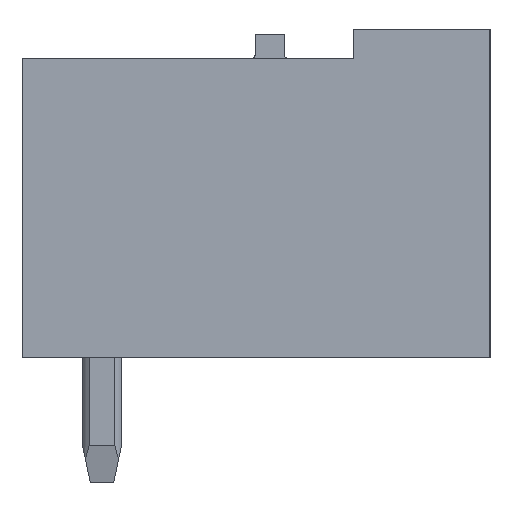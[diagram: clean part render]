
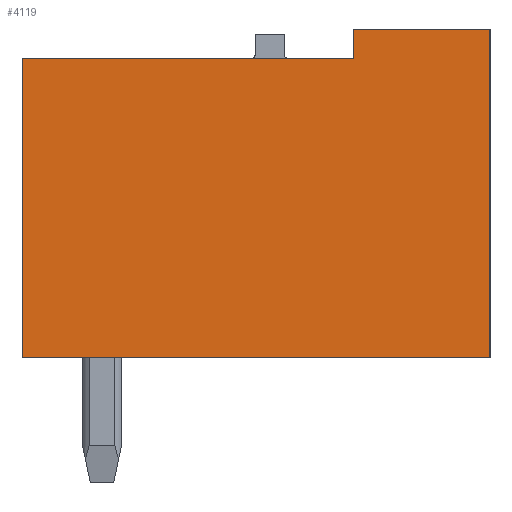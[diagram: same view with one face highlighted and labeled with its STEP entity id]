
A CAD part, left-side view. The second image highlights one B-rep face of the part: STEP entity #4119.
In plain terms, the highlighted planar face has unit normal (-1, 0, 0).
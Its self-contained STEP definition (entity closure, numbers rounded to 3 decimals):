
#4109=AXIS2_PLACEMENT_3D('Plane Axis2P3D',#4106,#4107,#4108) ;
#269=CARTESIAN_POINT('Vertex',(0.,3.5,11.63)) ;
#272=CARTESIAN_POINT('Line Origine',(0.,1.75,11.63)) ;
#276=CARTESIAN_POINT('Vertex',(0.,0.,11.63)) ;
#655=CARTESIAN_POINT('Vertex',(0.,12.,10.88)) ;
#658=CARTESIAN_POINT('Line Origine',(0.,7.75,10.88)) ;
#662=CARTESIAN_POINT('Vertex',(0.,3.5,10.88)) ;
#897=CARTESIAN_POINT('Vertex',(0.,12.,3.2)) ;
#900=CARTESIAN_POINT('Line Origine',(0.,12.,7.04)) ;
#964=CARTESIAN_POINT('Vertex',(0.,0.,3.2)) ;
#967=CARTESIAN_POINT('Line Origine',(0.,6.,3.2)) ;
#1839=CARTESIAN_POINT('Line Origine',(0.,0.,7.415)) ;
#3448=CARTESIAN_POINT('Line Origine',(0.,3.5,11.255)) ;
#4106=CARTESIAN_POINT('Axis2P3D Location',(0.,0.,0.)) ;
#273=DIRECTION('Vector Direction',(0.,-1.,0.)) ;
#659=DIRECTION('Vector Direction',(0.,1.,0.)) ;
#901=DIRECTION('Vector Direction',(0.,0.,1.)) ;
#968=DIRECTION('Vector Direction',(0.,1.,0.)) ;
#1840=DIRECTION('Vector Direction',(0.,0.,-1.)) ;
#3449=DIRECTION('Vector Direction',(0.,0.,1.)) ;
#4107=DIRECTION('Axis2P3D Direction',(-1.,0.,0.)) ;
#4108=DIRECTION('Axis2P3D XDirection',(0.,-1.,0.)) ;
#274=VECTOR('Line Direction',#273,1.) ;
#660=VECTOR('Line Direction',#659,1.) ;
#902=VECTOR('Line Direction',#901,1.) ;
#969=VECTOR('Line Direction',#968,1.) ;
#1841=VECTOR('Line Direction',#1840,1.) ;
#3450=VECTOR('Line Direction',#3449,1.) ;
#4112=ORIENTED_EDGE('',*,*,#1843,.T.) ;
#4113=ORIENTED_EDGE('',*,*,#278,.T.) ;
#4114=ORIENTED_EDGE('',*,*,#3452,.T.) ;
#4115=ORIENTED_EDGE('',*,*,#664,.T.) ;
#4116=ORIENTED_EDGE('',*,*,#904,.T.) ;
#4117=ORIENTED_EDGE('',*,*,#971,.T.) ;
#4119=ADVANCED_FACE('Housing',(#4118),#4110,.T.) ;
#278=EDGE_CURVE('',#277,#270,#275,.F.) ;
#664=EDGE_CURVE('',#663,#656,#661,.T.) ;
#904=EDGE_CURVE('',#656,#898,#903,.F.) ;
#971=EDGE_CURVE('',#898,#965,#970,.F.) ;
#1843=EDGE_CURVE('',#965,#277,#1842,.F.) ;
#3452=EDGE_CURVE('',#270,#663,#3451,.F.) ;
#4111=EDGE_LOOP('',(#4112,#4113,#4114,#4115,#4116,#4117)) ;
#4118=FACE_OUTER_BOUND('',#4111,.T.) ;
#275=LINE('Line',#272,#274) ;
#661=LINE('Line',#658,#660) ;
#903=LINE('Line',#900,#902) ;
#970=LINE('Line',#967,#969) ;
#1842=LINE('Line',#1839,#1841) ;
#3451=LINE('Line',#3448,#3450) ;
#4110=PLANE('',#4109) ;
#270=VERTEX_POINT('',#269) ;
#277=VERTEX_POINT('',#276) ;
#656=VERTEX_POINT('',#655) ;
#663=VERTEX_POINT('',#662) ;
#898=VERTEX_POINT('',#897) ;
#965=VERTEX_POINT('',#964) ;
